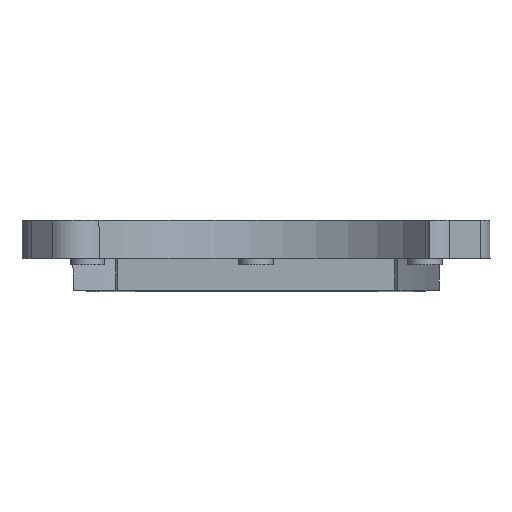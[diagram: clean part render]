
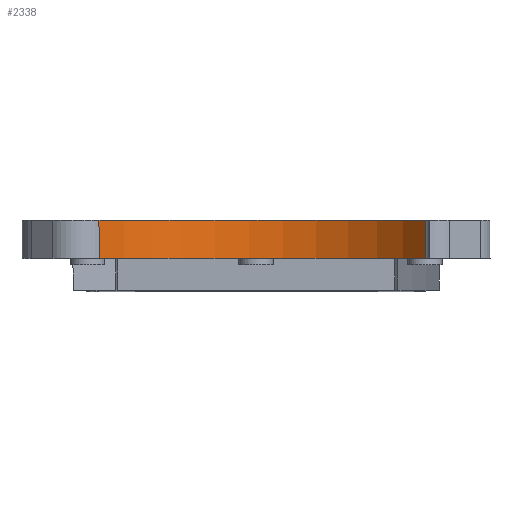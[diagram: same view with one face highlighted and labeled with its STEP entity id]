
A CAD part, top view. The second image highlights one B-rep face of the part: STEP entity #2338.
In plain terms, the highlighted cylindrical face has radius 33 mm (diameter 66 mm), a partial arc.
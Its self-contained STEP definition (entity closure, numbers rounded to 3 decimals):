
#160=FACE_OUTER_BOUND('',#321,.T.);
#321=EDGE_LOOP('',(#1803,#1804,#1805,#1806));
#505=LINE('',#4275,#669);
#506=LINE('',#4277,#670);
#669=VECTOR('',#3139,10.);
#670=VECTOR('',#3142,10.);
#778=CIRCLE('',#2464,33.);
#869=CIRCLE('',#2581,33.);
#957=VERTEX_POINT('',#3561);
#958=VERTEX_POINT('',#3563);
#1082=VERTEX_POINT('',#4044);
#1083=VERTEX_POINT('',#4046);
#1191=EDGE_CURVE('',#958,#957,#778,.T.);
#1337=EDGE_CURVE('',#1082,#1083,#869,.T.);
#1369=EDGE_CURVE('',#1083,#957,#505,.T.);
#1370=EDGE_CURVE('',#1082,#958,#506,.T.);
#1803=ORIENTED_EDGE('',*,*,#1369,.F.);
#1804=ORIENTED_EDGE('',*,*,#1337,.F.);
#1805=ORIENTED_EDGE('',*,*,#1370,.T.);
#1806=ORIENTED_EDGE('',*,*,#1191,.T.);
#2238=CYLINDRICAL_SURFACE('',#2604,33.);
#2338=ADVANCED_FACE('',(#160),#2238,.F.);
#2464=AXIS2_PLACEMENT_3D('',#3564,#2792,#2793);
#2581=AXIS2_PLACEMENT_3D('',#4047,#3077,#3078);
#2604=AXIS2_PLACEMENT_3D('',#4276,#3140,#3141);
#2792=DIRECTION('center_axis',(-0.001,1.,
0.));
#2793=DIRECTION('ref_axis',(0.845,0.,-0.535));
#3077=DIRECTION('center_axis',(-0.001,1.,
0.));
#3078=DIRECTION('ref_axis',(0.845,0.,-0.535));
#3139=DIRECTION('',(-0.001,1.,0.));
#3140=DIRECTION('center_axis',(-0.001,1.,
0.));
#3141=DIRECTION('ref_axis',(0.845,0.,-0.535));
#3142=DIRECTION('',(-0.001,1.,0.));
#3561=CARTESIAN_POINT('',(-24.7,23.333,307.942));
#3563=CARTESIAN_POINT('',(26.575,23.359,310.299));
#3564=CARTESIAN_POINT('Origin',(-0.015,23.346,329.843));
#4044=CARTESIAN_POINT('',(26.578,17.359,310.299));
#4046=CARTESIAN_POINT('',(-24.697,17.333,307.942));
#4047=CARTESIAN_POINT('Origin',(-0.012,17.346,329.843));
#4275=CARTESIAN_POINT('',(-24.697,17.333,307.942));
#4276=CARTESIAN_POINT('Origin',(-0.012,17.346,329.843));
#4277=CARTESIAN_POINT('',(26.578,17.359,310.299));
